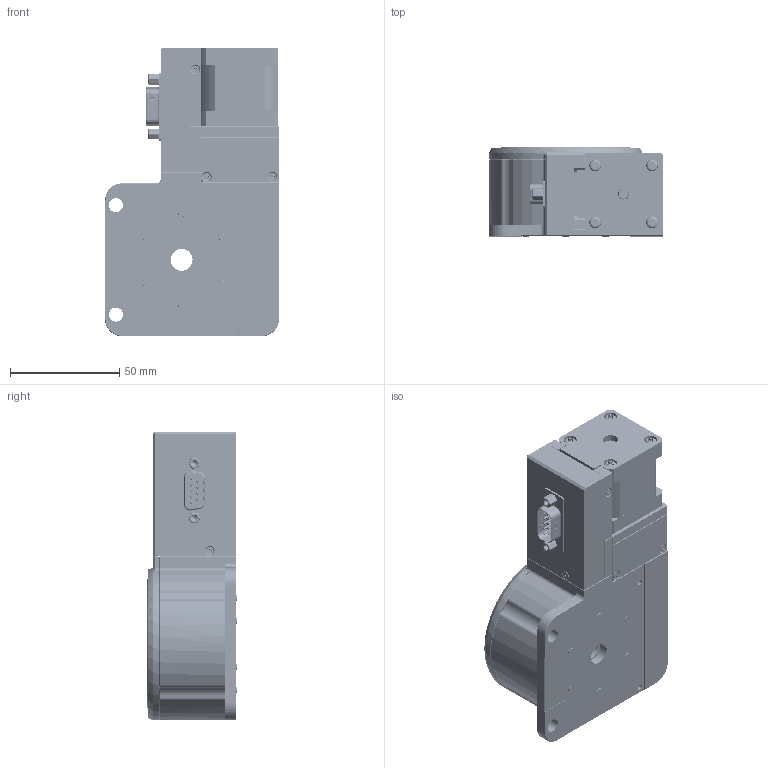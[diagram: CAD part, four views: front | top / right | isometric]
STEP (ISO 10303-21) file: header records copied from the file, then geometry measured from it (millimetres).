
FILE_DESCRIPTION (( 'STEP AP203' ), '1' );
FILE_NAME ('526912.STEP', '2024-12-18T08:46:08', ( 'Windows User' ), ( 'P R C' ), 'SwSTEP 2.0', 'SolidWorks 2020', '' );
FILE_SCHEMA (( 'CONFIG_CONTROL_DESIGN' ));
Length unit declared in the file: millimetre
Products named in the file (1): 526912
Bounding box: 79.5 x 40.8 x 132 mm (x, y, z)
Volume: 227866 mm3; surface area: 116099.7 mm2
Topology: 66 solids, 66 shells, 2645 faces, 6154 edges, 3781 vertices
Faces by surface type: plane 1434, cylinder 744, cone 231, bspline 190, torus 46
Full cylindrical faces by diameter (mm): 0.5 x22, 1 x9, 1.1 x9, 1.5 x9, 1.6 x9, 2 x11, 2.1 x2, 2.16 x1, 2.3 x1, 2.4 x8, 2.5 x30, 3 x129, 3.2 x3, 3.3 x8, 3.4 x20, 3.5 x6, 3.8 x2, 4 x10, 4.2 x4, 4.4 x2, 4.5 x8, 4.995 x1, 5 x7, 5.012 x1, 5.3 x4, 5.5 x24, 5.54 x2, 6 x10, 6.2 x1, 6.4 x2
Entity records: 92287 total; most frequent: CARTESIAN_POINT 38373, DIRECTION 11166, ORIENTED_EDGE 10218, EDGE_CURVE 5109, AXIS2_PLACEMENT_3D 4106, EDGE_LOOP 3428, VERTEX_POINT 3389, VECTOR 2954
